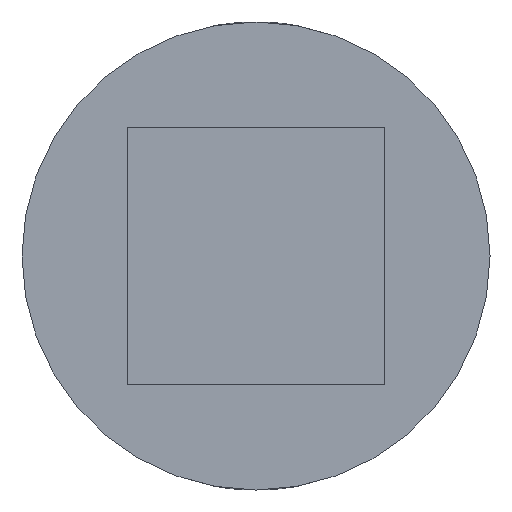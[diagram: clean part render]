
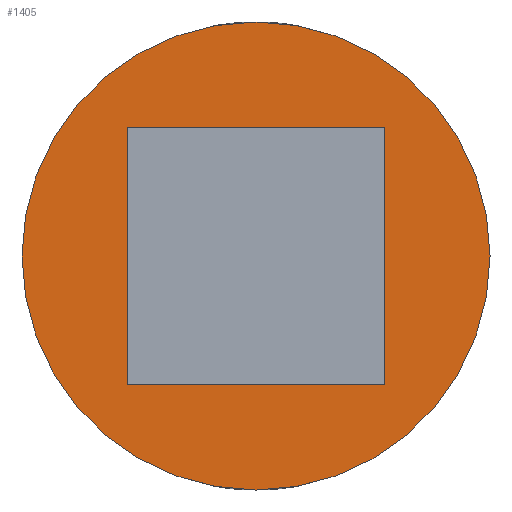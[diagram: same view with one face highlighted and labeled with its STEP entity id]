
A CAD part, left-side view. The second image highlights one B-rep face of the part: STEP entity #1405.
In plain terms, the highlighted planar face has unit normal (-1, 0, 0).
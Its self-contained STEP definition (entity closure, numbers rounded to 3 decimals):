
#47=FACE_BOUND('',#273,.T.);
#86=CIRCLE('',#1540,8.938);
#190=FACE_OUTER_BOUND('',#272,.T.);
#272=EDGE_LOOP('',(#1280));
#273=EDGE_LOOP('',(#1281,#1282,#1283,#1284));
#400=LINE('',#2492,#539);
#404=LINE('',#2500,#543);
#407=LINE('',#2506,#546);
#410=LINE('',#2511,#549);
#539=VECTOR('',#1900,10.);
#543=VECTOR('',#1906,10.);
#546=VECTOR('',#1911,10.);
#549=VECTOR('',#1916,10.);
#673=VERTEX_POINT('',#2490);
#674=VERTEX_POINT('',#2491);
#677=VERTEX_POINT('',#2499);
#679=VERTEX_POINT('',#2505);
#681=VERTEX_POINT('',#2515);
#869=EDGE_CURVE('',#673,#674,#400,.T.);
#873=EDGE_CURVE('',#677,#673,#404,.T.);
#876=EDGE_CURVE('',#679,#677,#407,.T.);
#879=EDGE_CURVE('',#674,#679,#410,.T.);
#881=EDGE_CURVE('',#681,#681,#86,.F.);
#1280=ORIENTED_EDGE('',*,*,#881,.T.);
#1281=ORIENTED_EDGE('',*,*,#869,.T.);
#1282=ORIENTED_EDGE('',*,*,#879,.T.);
#1283=ORIENTED_EDGE('',*,*,#876,.T.);
#1284=ORIENTED_EDGE('',*,*,#873,.T.);
#1329=PLANE('',#1541);
#1405=ADVANCED_FACE('',(#190,#47),#1329,.T.);
#1540=AXIS2_PLACEMENT_3D('',#2516,#1922,#1923);
#1541=AXIS2_PLACEMENT_3D('',#2518,#1925,#1926);
#1900=DIRECTION('',(0.,-1.,0.));
#1906=DIRECTION('',(0.,0.,1.));
#1911=DIRECTION('',(0.,1.,0.));
#1916=DIRECTION('',(0.,0.,-1.));
#1922=DIRECTION('center_axis',(1.,0.,0.));
#1923=DIRECTION('ref_axis',(0.,-1.,0.));
#1925=DIRECTION('center_axis',(-1.,0.,0.));
#1926=DIRECTION('ref_axis',(0.,-1.,0.));
#2490=CARTESIAN_POINT('',(-12.7,4.913,4.913));
#2491=CARTESIAN_POINT('',(-12.7,-4.913,4.913));
#2492=CARTESIAN_POINT('',(-12.7,2.381,4.913));
#2499=CARTESIAN_POINT('',(-12.7,4.913,-4.913));
#2500=CARTESIAN_POINT('',(-12.7,4.913,-2.381));
#2505=CARTESIAN_POINT('',(-12.7,-4.913,-4.913));
#2506=CARTESIAN_POINT('',(-12.7,-2.381,-4.913));
#2511=CARTESIAN_POINT('',(-12.7,-4.913,2.381));
#2515=CARTESIAN_POINT('',(-12.7,8.938,0.));
#2516=CARTESIAN_POINT('Origin',(-12.7,0.,0.));
#2518=CARTESIAN_POINT('Origin',(-12.7,0.,0.));
